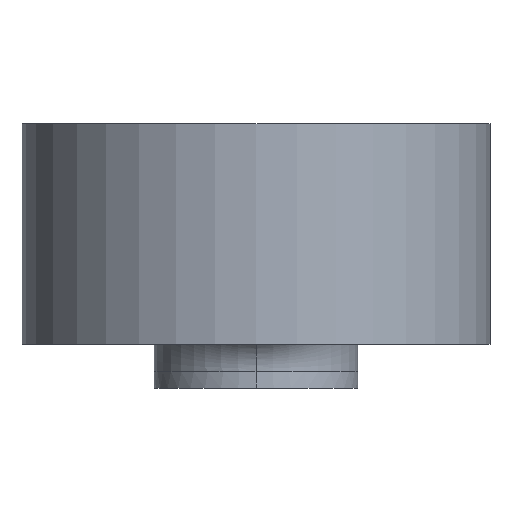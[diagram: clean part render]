
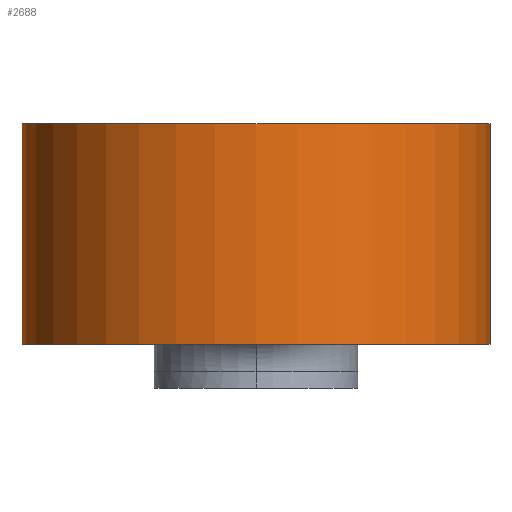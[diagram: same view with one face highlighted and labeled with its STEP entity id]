
A CAD part, front view. The second image highlights one B-rep face of the part: STEP entity #2688.
In plain terms, the highlighted cylindrical face has radius 42.5 mm (diameter 85 mm), a partial arc.
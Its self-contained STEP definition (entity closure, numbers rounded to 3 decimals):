
#191 = CIRCLE ( 'NONE', #3440, 42.5 ) ;
#240 = ORIENTED_EDGE ( 'NONE', *, *, #1148, .F. ) ;
#318 = VERTEX_POINT ( 'NONE', #4764 ) ;
#364 = VECTOR ( 'NONE', #4903, 1000. ) ;
#395 = CARTESIAN_POINT ( 'NONE',  ( -42.5, 0., -40. ) ) ;
#444 = CARTESIAN_POINT ( 'NONE',  ( 42.5, 0., -40. ) ) ;
#460 = ORIENTED_EDGE ( 'NONE', *, *, #490, .T. ) ;
#490 = EDGE_CURVE ( 'NONE', #2300, #318, #4134, .T. ) ;
#810 = CARTESIAN_POINT ( 'NONE',  ( 0., 0., 0. ) ) ;
#852 = CARTESIAN_POINT ( 'NONE',  ( 0., 0., -40. ) ) ;
#875 = DIRECTION ( 'NONE',  ( 1., 0., 0. ) ) ;
#955 = VECTOR ( 'NONE', #3753, 1000. ) ;
#1148 = EDGE_CURVE ( 'NONE', #5263, #318, #191, .T. ) ;
#1227 = AXIS2_PLACEMENT_3D ( 'NONE', #852, #2486, #875 ) ;
#1315 = DIRECTION ( 'NONE',  ( 1., 0., 0. ) ) ;
#1394 = VERTEX_POINT ( 'NONE', #395 ) ;
#1524 = CARTESIAN_POINT ( 'NONE',  ( -42.5, 0., -40. ) ) ;
#2004 = CARTESIAN_POINT ( 'NONE',  ( -42.5, 0., 0. ) ) ;
#2119 = CARTESIAN_POINT ( 'NONE',  ( 0., 0., -40. ) ) ;
#2129 = EDGE_LOOP ( 'NONE', ( #3484, #5243, #460, #240 ) ) ;
#2300 = VERTEX_POINT ( 'NONE', #4146 ) ;
#2476 = FACE_OUTER_BOUND ( 'NONE', #2129, .T. ) ;
#2486 = DIRECTION ( 'NONE',  ( 0., 0., 1. ) ) ;
#2688 = ADVANCED_FACE ( 'NONE', ( #2476 ), #4968, .T. ) ;
#3309 = DIRECTION ( 'NONE',  ( 0., 0., 1. ) ) ;
#3440 = AXIS2_PLACEMENT_3D ( 'NONE', #810, #4905, #4417 ) ;
#3484 = ORIENTED_EDGE ( 'NONE', *, *, #4082, .F. ) ;
#3524 = CIRCLE ( 'NONE', #1227, 42.5 ) ;
#3753 = DIRECTION ( 'NONE',  ( 0., 0., 1. ) ) ;
#4082 = EDGE_CURVE ( 'NONE', #1394, #5263, #4414, .T. ) ;
#4134 = LINE ( 'NONE', #444, #955 ) ;
#4146 = CARTESIAN_POINT ( 'NONE',  ( 42.5, 0., -40. ) ) ;
#4414 = LINE ( 'NONE', #1524, #364 ) ;
#4417 = DIRECTION ( 'NONE',  ( 1., 0., 0. ) ) ;
#4544 = EDGE_CURVE ( 'NONE', #1394, #2300, #3524, .T. ) ;
#4696 = AXIS2_PLACEMENT_3D ( 'NONE', #2119, #3309, #1315 ) ;
#4764 = CARTESIAN_POINT ( 'NONE',  ( 42.5, 0., 0. ) ) ;
#4903 = DIRECTION ( 'NONE',  ( 0., 0., 1. ) ) ;
#4905 = DIRECTION ( 'NONE',  ( 0., 0., 1. ) ) ;
#4968 = CYLINDRICAL_SURFACE ( 'NONE', #4696, 42.5 ) ;
#5243 = ORIENTED_EDGE ( 'NONE', *, *, #4544, .T. ) ;
#5263 = VERTEX_POINT ( 'NONE', #2004 ) ;
